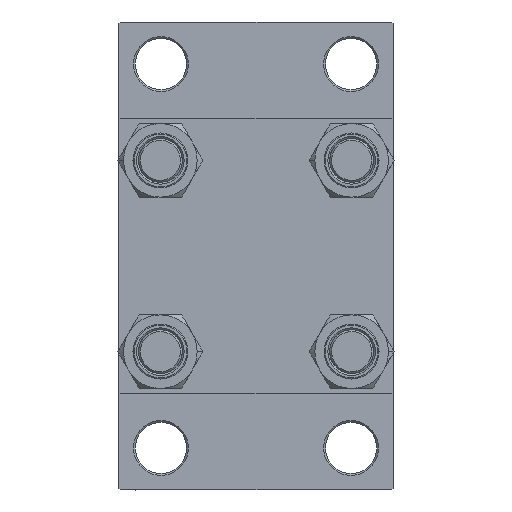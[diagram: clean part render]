
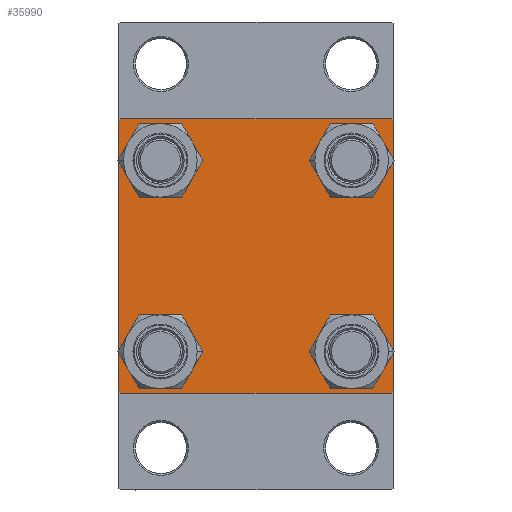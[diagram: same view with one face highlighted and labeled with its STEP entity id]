
A CAD part, left-side view. The second image highlights one B-rep face of the part: STEP entity #35990.
In plain terms, the highlighted planar face has unit normal (-1, 0, 0).
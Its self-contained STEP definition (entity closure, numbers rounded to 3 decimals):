
#181 = CARTESIAN_POINT ( 'NONE',  ( 0., 26.15, 19.65 ) ) ;
#288 = VERTEX_POINT ( 'NONE', #915 ) ;
#442 = FACE_OUTER_BOUND ( 'NONE', #25237, .T. ) ;
#494 = CIRCLE ( 'NONE', #14259, 6.5 ) ;
#496 = VECTOR ( 'NONE', #19945, 1000. ) ;
#685 = DIRECTION ( 'NONE',  ( -1., 0., 0. ) ) ;
#779 = ORIENTED_EDGE ( 'NONE', *, *, #23558, .T. ) ;
#915 = CARTESIAN_POINT ( 'NONE',  ( 0., -26.15, -19.65 ) ) ;
#992 = EDGE_CURVE ( 'NONE', #18072, #40608, #17749, .T. ) ;
#1011 = AXIS2_PLACEMENT_3D ( 'NONE', #28737, #685, #29701 ) ;
#1434 = ORIENTED_EDGE ( 'NONE', *, *, #17119, .T. ) ;
#1784 = DIRECTION ( 'NONE',  ( 0., 0., 1. ) ) ;
#1862 = CARTESIAN_POINT ( 'NONE',  ( 0., 37.25, 37.25 ) ) ;
#3188 = DIRECTION ( 'NONE',  ( 1., 0., 0. ) ) ;
#3795 = FACE_BOUND ( 'NONE', #45693, .T. ) ;
#3809 = ORIENTED_EDGE ( 'NONE', *, *, #28881, .T. ) ;
#4006 = ORIENTED_EDGE ( 'NONE', *, *, #41379, .T. ) ;
#4026 = FACE_BOUND ( 'NONE', #33150, .T. ) ;
#4076 = CIRCLE ( 'NONE', #32410, 6.5 ) ;
#4167 = DIRECTION ( 'NONE',  ( 0., 0.707, 0.707 ) ) ;
#4219 = VECTOR ( 'NONE', #31122, 1000. ) ;
#6542 = DIRECTION ( 'NONE',  ( 0., 0., 1. ) ) ;
#7319 = AXIS2_PLACEMENT_3D ( 'NONE', #20414, #32158, #12986 ) ;
#7740 = CARTESIAN_POINT ( 'NONE',  ( 0., 37.25, -37.25 ) ) ;
#7902 = CIRCLE ( 'NONE', #39293, 6.5 ) ;
#7972 = DIRECTION ( 'NONE',  ( 0., -0.707, -0.707 ) ) ;
#8192 = DIRECTION ( 'NONE',  ( 0., 0., 1. ) ) ;
#9499 = ORIENTED_EDGE ( 'NONE', *, *, #13305, .T. ) ;
#10554 = CARTESIAN_POINT ( 'NONE',  ( 0., -26.15, 26.15 ) ) ;
#10603 = CARTESIAN_POINT ( 'NONE',  ( 0., -37., 37.5 ) ) ;
#10855 = DIRECTION ( 'NONE',  ( 1., 0., 0. ) ) ;
#11245 = DIRECTION ( 'NONE',  ( 1., 0., 0. ) ) ;
#12244 = EDGE_CURVE ( 'NONE', #29814, #40865, #28001, .T. ) ;
#12615 = CIRCLE ( 'NONE', #47101, 6.5 ) ;
#12986 = DIRECTION ( 'NONE',  ( 0., 0., 1. ) ) ;
#13069 = CARTESIAN_POINT ( 'NONE',  ( 0., 26.15, -19.65 ) ) ;
#13156 = CARTESIAN_POINT ( 'NONE',  ( 0., -26.15, 32.65 ) ) ;
#13222 = EDGE_LOOP ( 'NONE', ( #4006, #31675 ) ) ;
#13305 = EDGE_CURVE ( 'NONE', #38380, #288, #21105, .T. ) ;
#13668 = DIRECTION ( 'NONE',  ( 0., 0., 1. ) ) ;
#13852 = LINE ( 'NONE', #39042, #31813 ) ;
#13895 = VERTEX_POINT ( 'NONE', #27692 ) ;
#14259 = AXIS2_PLACEMENT_3D ( 'NONE', #26004, #10855, #32704 ) ;
#14614 = VERTEX_POINT ( 'NONE', #44363 ) ;
#14837 = CARTESIAN_POINT ( 'NONE',  ( 0., -26.15, -26.15 ) ) ;
#15157 = VERTEX_POINT ( 'NONE', #13156 ) ;
#16307 = CARTESIAN_POINT ( 'NONE',  ( 0., 26.15, 26.15 ) ) ;
#16443 = AXIS2_PLACEMENT_3D ( 'NONE', #25118, #39748, #36854 ) ;
#16634 = LINE ( 'NONE', #31724, #34942 ) ;
#16651 = CARTESIAN_POINT ( 'NONE',  ( 0., 37., -37.5 ) ) ;
#16806 = CARTESIAN_POINT ( 'NONE',  ( 0., 37.5, 37.5 ) ) ;
#17028 = CARTESIAN_POINT ( 'NONE',  ( 0., 37.5, 37.5 ) ) ;
#17119 = EDGE_CURVE ( 'NONE', #43379, #18072, #41925, .T. ) ;
#17243 = ORIENTED_EDGE ( 'NONE', *, *, #36777, .T. ) ;
#17423 = EDGE_CURVE ( 'NONE', #288, #38380, #39434, .T. ) ;
#17749 = LINE ( 'NONE', #17028, #33507 ) ;
#18072 = VERTEX_POINT ( 'NONE', #46882 ) ;
#18818 = ORIENTED_EDGE ( 'NONE', *, *, #17423, .T. ) ;
#19665 = CARTESIAN_POINT ( 'NONE',  ( 0., -26.15, -32.65 ) ) ;
#19945 = DIRECTION ( 'NONE',  ( 0., -1., 0. ) ) ;
#20414 = CARTESIAN_POINT ( 'NONE',  ( 0., 26.15, -26.15 ) ) ;
#21105 = CIRCLE ( 'NONE', #28793, 6.5 ) ;
#21229 = EDGE_CURVE ( 'NONE', #14614, #27852, #13852, .T. ) ;
#22389 = LINE ( 'NONE', #37011, #46479 ) ;
#22481 = PLANE ( 'NONE',  #1011 ) ;
#22509 = ORIENTED_EDGE ( 'NONE', *, *, #45075, .F. ) ;
#22702 = EDGE_CURVE ( 'NONE', #13895, #27852, #16634, .T. ) ;
#22754 = EDGE_CURVE ( 'NONE', #27237, #34191, #494, .T. ) ;
#22908 = CARTESIAN_POINT ( 'NONE',  ( 0., 37.5, -37.5 ) ) ;
#23205 = VECTOR ( 'NONE', #7972, 1000. ) ;
#23558 = EDGE_CURVE ( 'NONE', #14614, #27831, #22389, .T. ) ;
#23664 = CARTESIAN_POINT ( 'NONE',  ( 0., 26.15, -32.65 ) ) ;
#25118 = CARTESIAN_POINT ( 'NONE',  ( 0., -26.15, -26.15 ) ) ;
#25237 = EDGE_LOOP ( 'NONE', ( #33301, #17243, #44497, #37299, #26118, #779, #22509, #1434 ) ) ;
#25425 = DIRECTION ( 'NONE',  ( 1., 0., 0. ) ) ;
#26004 = CARTESIAN_POINT ( 'NONE',  ( 0., 26.15, 26.15 ) ) ;
#26118 = ORIENTED_EDGE ( 'NONE', *, *, #21229, .F. ) ;
#26692 = LINE ( 'NONE', #7740, #23205 ) ;
#26746 = DIRECTION ( 'NONE',  ( 0., -1., 0. ) ) ;
#27237 = VERTEX_POINT ( 'NONE', #181 ) ;
#27692 = CARTESIAN_POINT ( 'NONE',  ( 0., -37., -37.5 ) ) ;
#27720 = VERTEX_POINT ( 'NONE', #38913 ) ;
#27831 = VERTEX_POINT ( 'NONE', #10603 ) ;
#27852 = VERTEX_POINT ( 'NONE', #36747 ) ;
#28001 = CIRCLE ( 'NONE', #7319, 6.5 ) ;
#28389 = DIRECTION ( 'NONE',  ( 0., -0.707, 0.707 ) ) ;
#28493 = DIRECTION ( 'NONE',  ( 0., 0., -1. ) ) ;
#28737 = CARTESIAN_POINT ( 'NONE',  ( 0., 0., 0. ) ) ;
#28793 = AXIS2_PLACEMENT_3D ( 'NONE', #14837, #11245, #29237 ) ;
#28881 = EDGE_CURVE ( 'NONE', #27720, #15157, #35354, .T. ) ;
#28981 = CARTESIAN_POINT ( 'NONE',  ( 0., 37., 37.5 ) ) ;
#29237 = DIRECTION ( 'NONE',  ( 0., 0., 1. ) ) ;
#29252 = AXIS2_PLACEMENT_3D ( 'NONE', #10554, #25425, #13668 ) ;
#29701 = DIRECTION ( 'NONE',  ( 0., 0., 1. ) ) ;
#29814 = VERTEX_POINT ( 'NONE', #23664 ) ;
#30013 = CARTESIAN_POINT ( 'NONE',  ( 0., 37.5, -37. ) ) ;
#30175 = ORIENTED_EDGE ( 'NONE', *, *, #37342, .T. ) ;
#31122 = DIRECTION ( 'NONE',  ( 0., 0.707, -0.707 ) ) ;
#31675 = ORIENTED_EDGE ( 'NONE', *, *, #22754, .T. ) ;
#31724 = CARTESIAN_POINT ( 'NONE',  ( 0., -37.25, -37.25 ) ) ;
#31813 = VECTOR ( 'NONE', #28493, 1000. ) ;
#32158 = DIRECTION ( 'NONE',  ( 1., 0., 0. ) ) ;
#32208 = CARTESIAN_POINT ( 'NONE',  ( 0., 26.15, -26.15 ) ) ;
#32410 = AXIS2_PLACEMENT_3D ( 'NONE', #32208, #3188, #6542 ) ;
#32704 = DIRECTION ( 'NONE',  ( 0., 0., 1. ) ) ;
#32791 = EDGE_CURVE ( 'NONE', #46834, #13895, #45198, .T. ) ;
#33150 = EDGE_LOOP ( 'NONE', ( #18818, #9499 ) ) ;
#33301 = ORIENTED_EDGE ( 'NONE', *, *, #992, .T. ) ;
#33367 = ORIENTED_EDGE ( 'NONE', *, *, #36626, .T. ) ;
#33507 = VECTOR ( 'NONE', #38638, 1000. ) ;
#34191 = VERTEX_POINT ( 'NONE', #36131 ) ;
#34409 = DIRECTION ( 'NONE',  ( 1., 0., 0. ) ) ;
#34942 = VECTOR ( 'NONE', #28389, 1000. ) ;
#35354 = CIRCLE ( 'NONE', #29252, 6.5 ) ;
#35990 = ADVANCED_FACE ( 'NONE', ( #3795, #4026, #43838, #44327, #442 ), #22481, .T. ) ;
#36131 = CARTESIAN_POINT ( 'NONE',  ( 0., 26.15, 32.65 ) ) ;
#36626 = EDGE_CURVE ( 'NONE', #40865, #29814, #4076, .T. ) ;
#36747 = CARTESIAN_POINT ( 'NONE',  ( 0., -37.5, -37. ) ) ;
#36777 = EDGE_CURVE ( 'NONE', #40608, #46834, #26692, .T. ) ;
#36830 = CARTESIAN_POINT ( 'NONE',  ( 0., -26.15, 26.15 ) ) ;
#36854 = DIRECTION ( 'NONE',  ( 0., 0., 1. ) ) ;
#37011 = CARTESIAN_POINT ( 'NONE',  ( 0., -37.25, 37.25 ) ) ;
#37299 = ORIENTED_EDGE ( 'NONE', *, *, #22702, .T. ) ;
#37342 = EDGE_CURVE ( 'NONE', #15157, #27720, #7902, .T. ) ;
#38380 = VERTEX_POINT ( 'NONE', #19665 ) ;
#38408 = LINE ( 'NONE', #16806, #496 ) ;
#38638 = DIRECTION ( 'NONE',  ( 0., 0., -1. ) ) ;
#38913 = CARTESIAN_POINT ( 'NONE',  ( 0., -26.15, 19.65 ) ) ;
#39042 = CARTESIAN_POINT ( 'NONE',  ( 0., -37.5, 37.5 ) ) ;
#39293 = AXIS2_PLACEMENT_3D ( 'NONE', #36830, #34409, #1784 ) ;
#39434 = CIRCLE ( 'NONE', #16443, 6.5 ) ;
#39748 = DIRECTION ( 'NONE',  ( 1., 0., 0. ) ) ;
#40399 = EDGE_LOOP ( 'NONE', ( #33367, #43296 ) ) ;
#40608 = VERTEX_POINT ( 'NONE', #30013 ) ;
#40865 = VERTEX_POINT ( 'NONE', #13069 ) ;
#41379 = EDGE_CURVE ( 'NONE', #34191, #27237, #12615, .T. ) ;
#41744 = DIRECTION ( 'NONE',  ( 1., 0., 0. ) ) ;
#41925 = LINE ( 'NONE', #1862, #4219 ) ;
#43296 = ORIENTED_EDGE ( 'NONE', *, *, #12244, .T. ) ;
#43379 = VERTEX_POINT ( 'NONE', #28981 ) ;
#43838 = FACE_BOUND ( 'NONE', #40399, .T. ) ;
#43894 = VECTOR ( 'NONE', #26746, 1000. ) ;
#44327 = FACE_BOUND ( 'NONE', #13222, .T. ) ;
#44363 = CARTESIAN_POINT ( 'NONE',  ( 0., -37.5, 37. ) ) ;
#44497 = ORIENTED_EDGE ( 'NONE', *, *, #32791, .T. ) ;
#45075 = EDGE_CURVE ( 'NONE', #43379, #27831, #38408, .T. ) ;
#45198 = LINE ( 'NONE', #22908, #43894 ) ;
#45693 = EDGE_LOOP ( 'NONE', ( #30175, #3809 ) ) ;
#46479 = VECTOR ( 'NONE', #4167, 1000. ) ;
#46834 = VERTEX_POINT ( 'NONE', #16651 ) ;
#46882 = CARTESIAN_POINT ( 'NONE',  ( 0., 37.5, 37. ) ) ;
#47101 = AXIS2_PLACEMENT_3D ( 'NONE', #16307, #41744, #8192 ) ;
